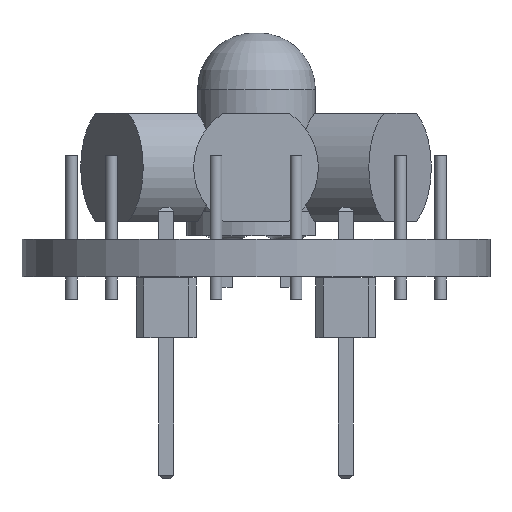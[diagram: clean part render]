
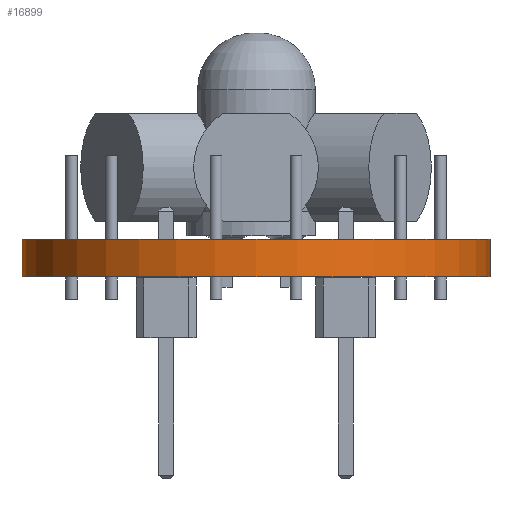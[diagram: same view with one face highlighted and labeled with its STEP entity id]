
A CAD part, front view. The second image highlights one B-rep face of the part: STEP entity #16899.
In plain terms, the highlighted cylindrical face has radius 9.939 mm (diameter 19.879 mm), a full revolution.
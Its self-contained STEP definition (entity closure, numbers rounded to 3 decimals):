
#16899 = ADVANCED_FACE('',(#16900),#16914,.T.);
#16900 = FACE_BOUND('',#16901,.F.);
#16901 = EDGE_LOOP('',(#16902,#16932,#16959,#16960));
#16902 = ORIENTED_EDGE('',*,*,#16903,.T.);
#16903 = EDGE_CURVE('',#16904,#16906,#16908,.T.);
#16904 = VERTEX_POINT('',#16905);
#16905 = CARTESIAN_POINT('',(9.939,0.,0.));
#16906 = VERTEX_POINT('',#16907);
#16907 = CARTESIAN_POINT('',(9.939,0.,1.6));
#16908 = SEAM_CURVE('',#16909,(#16913,#16925),.PCURVE_S1.);
#16909 = LINE('',#16910,#16911);
#16910 = CARTESIAN_POINT('',(9.939,0.,0.));
#16911 = VECTOR('',#16912,1.);
#16912 = DIRECTION('',(0.,0.,1.));
#16913 = PCURVE('',#16914,#16919);
#16914 = CYLINDRICAL_SURFACE('',#16915,9.939);
#16915 = AXIS2_PLACEMENT_3D('',#16916,#16917,#16918);
#16916 = CARTESIAN_POINT('',(0.,0.,0.));
#16917 = DIRECTION('',(0.,0.,-1.));
#16918 = DIRECTION('',(1.,0.,0.));
#16919 = DEFINITIONAL_REPRESENTATION('',(#16920),#16924);
#16920 = LINE('',#16921,#16922);
#16921 = CARTESIAN_POINT('',(0.,0.));
#16922 = VECTOR('',#16923,1.);
#16923 = DIRECTION('',(0.,-1.));
#16924 = ( GEOMETRIC_REPRESENTATION_CONTEXT(2) 
PARAMETRIC_REPRESENTATION_CONTEXT() REPRESENTATION_CONTEXT('2D SPACE',''
  ) );
#16925 = PCURVE('',#16914,#16926);
#16926 = DEFINITIONAL_REPRESENTATION('',(#16927),#16931);
#16927 = LINE('',#16928,#16929);
#16928 = CARTESIAN_POINT('',(-6.283,0.));
#16929 = VECTOR('',#16930,1.);
#16930 = DIRECTION('',(0.,-1.));
#16931 = ( GEOMETRIC_REPRESENTATION_CONTEXT(2) 
PARAMETRIC_REPRESENTATION_CONTEXT() REPRESENTATION_CONTEXT('2D SPACE',''
  ) );
#16932 = ORIENTED_EDGE('',*,*,#16933,.T.);
#16933 = EDGE_CURVE('',#16906,#16906,#16934,.T.);
#16934 = SURFACE_CURVE('',#16935,(#16940,#16947),.PCURVE_S1.);
#16935 = CIRCLE('',#16936,9.939);
#16936 = AXIS2_PLACEMENT_3D('',#16937,#16938,#16939);
#16937 = CARTESIAN_POINT('',(0.,0.,1.6));
#16938 = DIRECTION('',(0.,0.,1.));
#16939 = DIRECTION('',(1.,0.,0.));
#16940 = PCURVE('',#16914,#16941);
#16941 = DEFINITIONAL_REPRESENTATION('',(#16942),#16946);
#16942 = LINE('',#16943,#16944);
#16943 = CARTESIAN_POINT('',(0.,-1.6));
#16944 = VECTOR('',#16945,1.);
#16945 = DIRECTION('',(-1.,0.));
#16946 = ( GEOMETRIC_REPRESENTATION_CONTEXT(2) 
PARAMETRIC_REPRESENTATION_CONTEXT() REPRESENTATION_CONTEXT('2D SPACE',''
  ) );
#16947 = PCURVE('',#16948,#16953);
#16948 = PLANE('',#16949);
#16949 = AXIS2_PLACEMENT_3D('',#16950,#16951,#16952);
#16950 = CARTESIAN_POINT('',(0.,0.,
    1.6));
#16951 = DIRECTION('',(0.,0.,1.));
#16952 = DIRECTION('',(1.,0.,0.));
#16953 = DEFINITIONAL_REPRESENTATION('',(#16954),#16958);
#16954 = CIRCLE('',#16955,9.939);
#16955 = AXIS2_PLACEMENT_2D('',#16956,#16957);
#16956 = CARTESIAN_POINT('',(0.,0.));
#16957 = DIRECTION('',(1.,0.));
#16958 = ( GEOMETRIC_REPRESENTATION_CONTEXT(2) 
PARAMETRIC_REPRESENTATION_CONTEXT() REPRESENTATION_CONTEXT('2D SPACE',''
  ) );
#16959 = ORIENTED_EDGE('',*,*,#16903,.F.);
#16960 = ORIENTED_EDGE('',*,*,#16961,.F.);
#16961 = EDGE_CURVE('',#16904,#16904,#16962,.T.);
#16962 = SURFACE_CURVE('',#16963,(#16968,#16975),.PCURVE_S1.);
#16963 = CIRCLE('',#16964,9.939);
#16964 = AXIS2_PLACEMENT_3D('',#16965,#16966,#16967);
#16965 = CARTESIAN_POINT('',(0.,0.,0.));
#16966 = DIRECTION('',(0.,0.,1.));
#16967 = DIRECTION('',(1.,0.,0.));
#16968 = PCURVE('',#16914,#16969);
#16969 = DEFINITIONAL_REPRESENTATION('',(#16970),#16974);
#16970 = LINE('',#16971,#16972);
#16971 = CARTESIAN_POINT('',(0.,0.));
#16972 = VECTOR('',#16973,1.);
#16973 = DIRECTION('',(-1.,0.));
#16974 = ( GEOMETRIC_REPRESENTATION_CONTEXT(2) 
PARAMETRIC_REPRESENTATION_CONTEXT() REPRESENTATION_CONTEXT('2D SPACE',''
  ) );
#16975 = PCURVE('',#16976,#16981);
#16976 = PLANE('',#16977);
#16977 = AXIS2_PLACEMENT_3D('',#16978,#16979,#16980);
#16978 = CARTESIAN_POINT('',(0.,0.,
    0.));
#16979 = DIRECTION('',(0.,0.,1.));
#16980 = DIRECTION('',(1.,0.,0.));
#16981 = DEFINITIONAL_REPRESENTATION('',(#16982),#16986);
#16982 = CIRCLE('',#16983,9.939);
#16983 = AXIS2_PLACEMENT_2D('',#16984,#16985);
#16984 = CARTESIAN_POINT('',(0.,0.));
#16985 = DIRECTION('',(1.,0.));
#16986 = ( GEOMETRIC_REPRESENTATION_CONTEXT(2) 
PARAMETRIC_REPRESENTATION_CONTEXT() REPRESENTATION_CONTEXT('2D SPACE',''
  ) );
